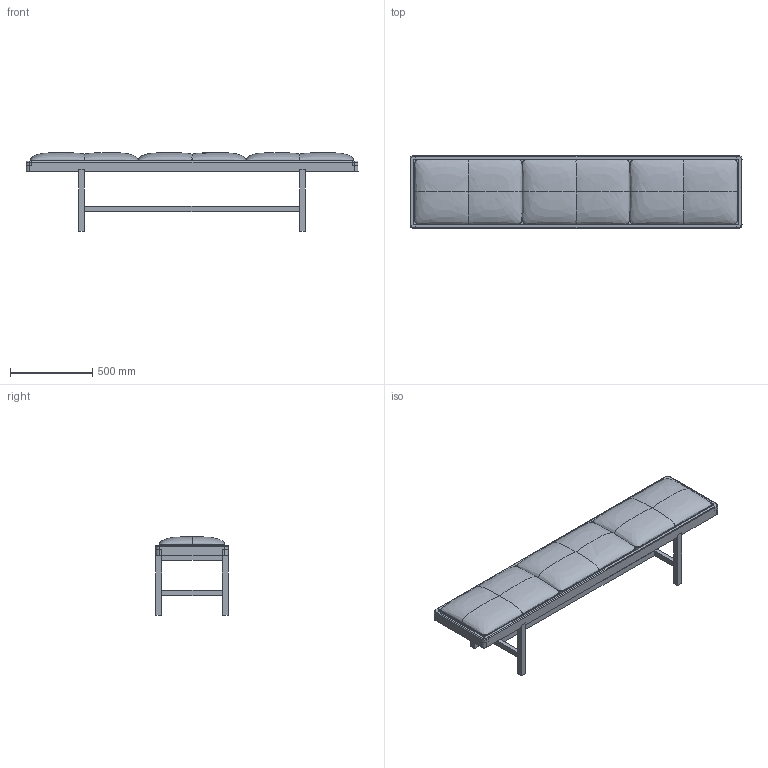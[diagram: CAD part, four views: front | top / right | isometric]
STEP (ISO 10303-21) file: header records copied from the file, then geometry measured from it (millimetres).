
FILE_DESCRIPTION(/* description */ (''),/* implementation_level */ '2;1');
FILE_NAME(/* name */ 'Dining_Bench_CB-40L_3D',/* time_stamp */ '2023-10-06T12:50:15+02:00',/* author */ (''),/* organization */ (''),/* preprocessor_version */ 'ST-DEVELOPER v16.5',/* originating_system */ 'Rhino 7.31',/* authorisation */ '');
FILE_SCHEMA (('AUTOMOTIVE_DESIGN'));
Length unit declared in the file: centimetre
Products named in the file (2): Document; Dining_Bench_CB-40L
Assembly tree (1 placements, depth 2):
  Document
    Dining_Bench_CB-40L
Bounding box: 2020 x 440 x 477.5 mm (x, y, z)
Volume: 24877603.5 mm3; surface area: 4120422.7 mm2
Topology: 7 solids, 10 shells, 384 faces, 1008 edges, 556 vertices
Faces by surface type: plane 304, bspline 52, cylinder 28
Entity records: 49156 total; most frequent: CARTESIAN_POINT 42304, ORIENTED_EDGE 1992, EDGE_CURVE 1008, B_SPLINE_CURVE_WITH_KNOTS 954, VERTEX_POINT 556, EDGE_LOOP 388, ADVANCED_FACE 384, FACE_OUTER_BOUND 384
